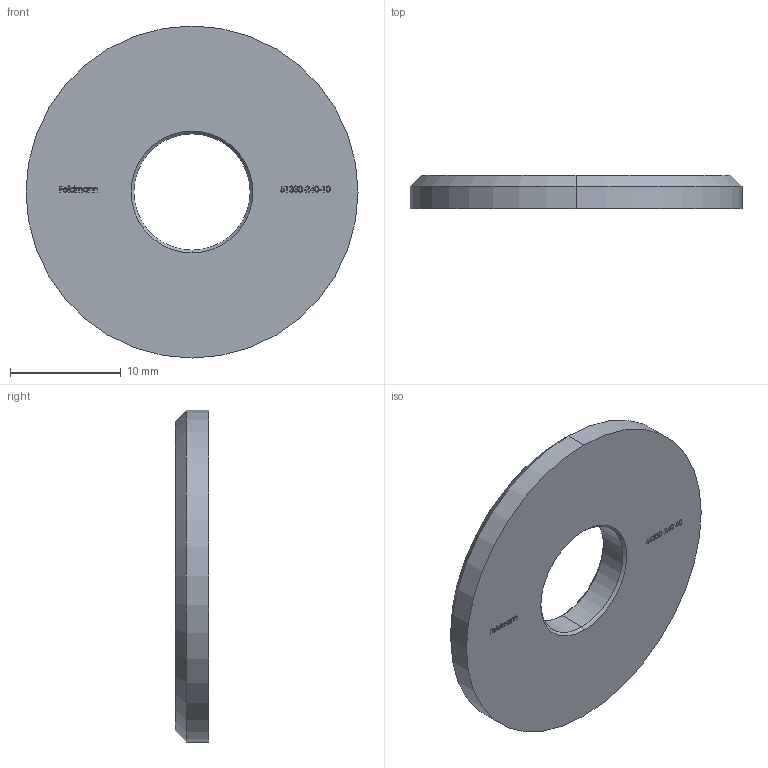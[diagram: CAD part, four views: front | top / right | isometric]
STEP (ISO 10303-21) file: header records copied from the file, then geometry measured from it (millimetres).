
FILE_DESCRIPTION (( 'STEP AP203' ), '1' );
FILE_NAME ('51330-240-10.step', '2020-10-21T10:55:36', ( '' ), ( '' ), 'SwSTEP 2.0', 'SolidWorks 2018', '' );
FILE_SCHEMA (( 'CONFIG_CONTROL_DESIGN' ));
Length unit declared in the file: millimetre
Products named in the file (2): 51330-240-10
Bounding box: 30 x 3 x 30 mm (x, y, z)
Volume: 1812.5 mm3; surface area: 1560.5 mm2
Topology: 1 solids, 1 shells, 261 faces, 690 edges, 458 vertices
Faces by surface type: plane 134, bspline 117, cone 6, cylinder 4
Entity records: 14751 total; most frequent: CARTESIAN_POINT 8912, ORIENTED_EDGE 1380, DIRECTION 762, EDGE_CURVE 690, VERTEX_POINT 458, VECTOR 442, LINE 442, EDGE_LOOP 290
